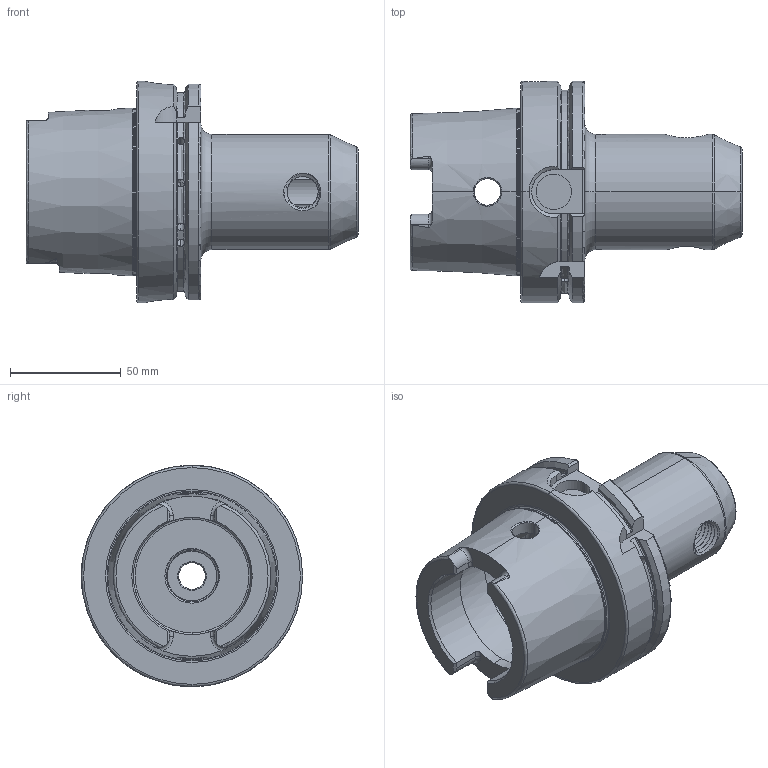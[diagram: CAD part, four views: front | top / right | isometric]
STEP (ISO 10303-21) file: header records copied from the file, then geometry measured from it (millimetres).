
FILE_DESCRIPTION (( 'STEP AP203' ), '1' );
FILE_NAME ('A100.04.20.K.STEP', '2016-10-07T07:26:48', ( '' ), ( '' ), 'SwSTEP 2.0', 'SolidWorks 2012', '' );
FILE_SCHEMA (( 'CONFIG_CONTROL_DESIGN' ));
Length unit declared in the file: millimetre
Products named in the file (1): A100.04.20.K
Bounding box: 150 x 100 x 100 mm (x, y, z)
Volume: 372624.8 mm3; surface area: 67619.7 mm2
Topology: 1 solids, 1 shells, 287 faces, 794 edges, 505 vertices
Faces by surface type: cylinder 118, plane 55, torus 54, cone 34, bspline 24, sphere 2
Entity records: 27713 total; most frequent: CARTESIAN_POINT 20898, ORIENTED_EDGE 1568, DIRECTION 1272, EDGE_CURVE 784, AXIS2_PLACEMENT_3D 533, VERTEX_POINT 505, EDGE_LOOP 301, ADVANCED_FACE 287
